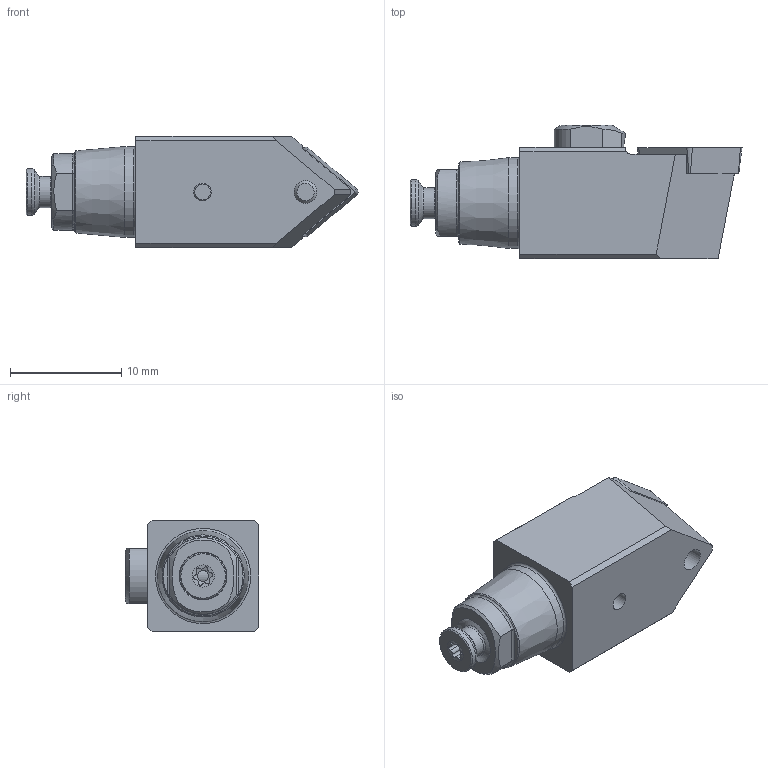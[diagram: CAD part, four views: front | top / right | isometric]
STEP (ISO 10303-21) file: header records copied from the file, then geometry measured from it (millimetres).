
FILE_DESCRIPTION (( 'STEP AP203' ), '1' );
FILE_NAME ('LW2.SCMCN.0020.06.STEP', '2022-11-04T13:56:01', ( '' ), ( '' ), 'SwSTEP 2.0', 'SolidWorks 2017', '' );
FILE_SCHEMA (( 'CONFIG_CONTROL_DESIGN' ));
Length unit declared in the file: millimetre
Products named in the file (7): WCA-ER2.001.005_A; LW2.SCMCN.0020.06; LWX-ER1.007.002; CCMT060204; LW2-KCA.NMA.020_A; LW2-U00.ER1.000_A; ISO 14581 - M2x10
Assembly tree (6 placements, depth 2):
  LW2.SCMCN.0020.06
    LW2-KCA.NMA.020_A
    LW2-U00.ER1.000_A
    ISO 14581 - M2x10
    LWX-ER1.007.002
    WCA-ER2.001.005_A
    CCMT060204
Bounding box: 29.9 x 12 x 10 mm (x, y, z)
Volume: 1921.9 mm3; surface area: 1706.9 mm2
Topology: 6 solids, 6 shells, 187 faces, 456 edges, 282 vertices
Faces by surface type: cylinder 63, plane 61, cone 38, torus 12, bspline 12, sphere 1
Full cylindrical faces by diameter (mm): 1 x1, 1.5 x1, 1.6 x1, 2 x2, 2.05 x1, 2.5 x1, 2.8 x2, 3 x3, 3.4 x1, 3.5 x1, 3.8 x1, 3.85 x1, 4 x1, 4.2 x1, 8.175 x1
Entity records: 6358 total; most frequent: CARTESIAN_POINT 1634, DIRECTION 805, ORIENTED_EDGE 788, EDGE_CURVE 394, AXIS2_PLACEMENT_3D 328, VERTEX_POINT 273, EDGE_LOOP 253, FACE_OUTER_BOUND 217
